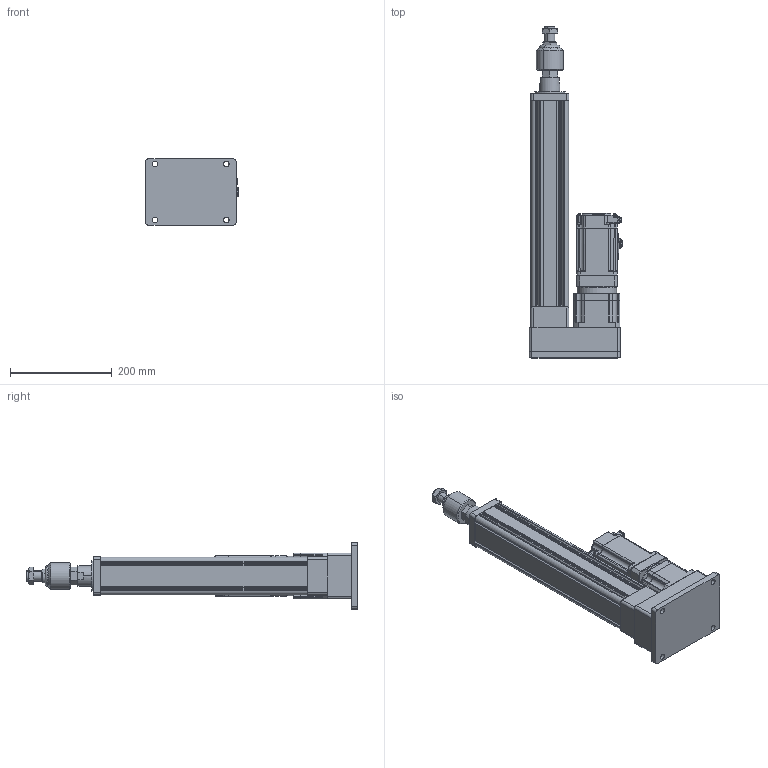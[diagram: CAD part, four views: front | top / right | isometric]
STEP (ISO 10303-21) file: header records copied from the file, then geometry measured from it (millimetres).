
FILE_DESCRIPTION (( 'STEP AP203' ), '1' );
FILE_NAME ('RLA75-5HB-12.7KN-R300-50mm-s.STEP', '2025-01-13T06:12:48', ( '微软用户' ), ( '微软中国' ), 'SwSTEP 2.0', 'SolidWorks 2022', '' );
FILE_SCHEMA (( 'CONFIG_CONTROL_DESIGN' ));
Length unit declared in the file: millimetre
Products named in the file (8): PGH90-L1-19-70-90-M6-A22; ACM1H-0808B  121.9; _CWM-M20_base.stp; CWM-M20; _CWM-M20_nut.stp; CWM-M20.stp; RLA75-5HB-12.7KN-R300-50mm-s; 75缸行程300折叠后底板安装
Assembly tree (7 placements, depth 4):
  RLA75-5HB-12.7KN-R300-50mm-s
    75缸行程300折叠后底板安装
    ACM1H-0808B  121.9
    CWM-M20
      CWM-M20.stp
        _CWM-M20_base.stp
        _CWM-M20_nut.stp
    PGH90-L1-19-70-90-M6-A22
Bounding box: 183.01 x 652 x 130 mm (x, y, z)
Volume: 4256789 mm3; surface area: 470462.8 mm2
Topology: 23 solids, 69 shells, 1604 faces, 3901 edges, 2392 vertices
Faces by surface type: cylinder 623, plane 615, cone 186, torus 111, bspline 59, sphere 10
Entity records: 64271 total; most frequent: CARTESIAN_POINT 29982, ORIENTED_EDGE 7508, DIRECTION 5798, EDGE_CURVE 3871, VERTEX_POINT 2392, AXIS2_PLACEMENT_3D 2376, B_SPLINE_CURVE_WITH_KNOTS 1866, EDGE_LOOP 1767
